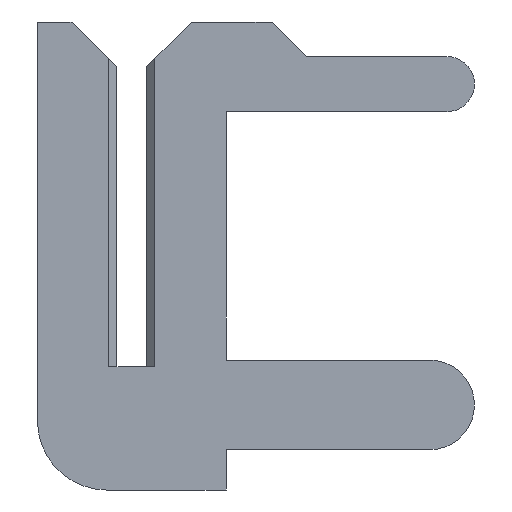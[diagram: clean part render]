
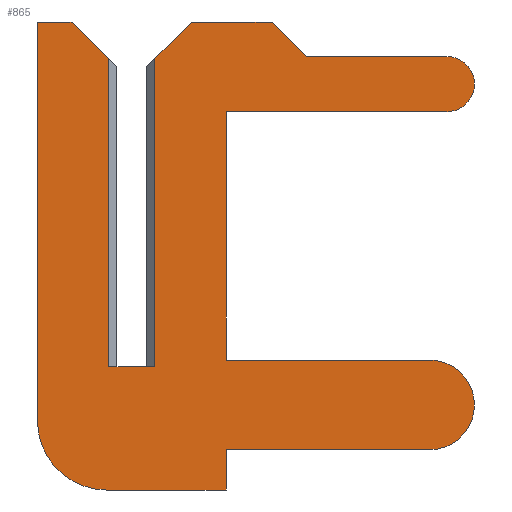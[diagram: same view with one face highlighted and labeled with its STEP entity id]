
A CAD part, left-side view. The second image highlights one B-rep face of the part: STEP entity #865.
In plain terms, the highlighted planar face has unit normal (-1, 0, 0).
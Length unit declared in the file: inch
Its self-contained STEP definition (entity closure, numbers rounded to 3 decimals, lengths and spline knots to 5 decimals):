
#3 = ORIENTED_EDGE ( 'NONE', *, *, #552, .F. ) ;
#22 = ORIENTED_EDGE ( 'NONE', *, *, #1018, .F. ) ;
#51 = CARTESIAN_POINT ( 'NONE',  ( -0.01, 0.041, -0.0235 ) ) ;
#59 = ORIENTED_EDGE ( 'NONE', *, *, #713, .F. ) ;
#64 = CARTESIAN_POINT ( 'NONE',  ( -0.01, -0.041, 0.111 ) ) ;
#77 = VERTEX_POINT ( 'NONE', #686 ) ;
#79 = CARTESIAN_POINT ( 'NONE',  ( -0.01, -0.041, -0.036 ) ) ;
#80 = PLANE ( 'NONE',  #661 ) ;
#81 = EDGE_CURVE ( 'NONE', #622, #889, #862, .T. ) ;
#83 = VERTEX_POINT ( 'NONE', #1175 ) ;
#96 = DIRECTION ( 'NONE',  ( 0., 0., 1. ) ) ;
#115 = EDGE_CURVE ( 'NONE', #1084, #915, #378, .T. ) ;
#129 = VERTEX_POINT ( 'NONE', #79 ) ;
#149 = ORIENTED_EDGE ( 'NONE', *, *, #1207, .F. ) ;
#151 = DIRECTION ( 'NONE',  ( 0., 0., -1. ) ) ;
#165 = EDGE_CURVE ( 'NONE', #1222, #958, #1064, .T. ) ;
#169 = CARTESIAN_POINT ( 'NONE',  ( -0.01, -0.01, 0.15 ) ) ;
#176 = CARTESIAN_POINT ( 'NONE',  ( -0.01, 0.0065, 0.1305 ) ) ;
#181 = VERTEX_POINT ( 'NONE', #1217 ) ;
#201 = LINE ( 'NONE', #324, #1148 ) ;
#204 = EDGE_CURVE ( 'NONE', #77, #219, #339, .T. ) ;
#208 = CARTESIAN_POINT ( 'NONE',  ( -0.01, -0.026, 0.15 ) ) ;
#210 = DIRECTION ( 'NONE',  ( -1., 0., 0. ) ) ;
#214 = LINE ( 'NONE', #169, #937 ) ;
#216 = LINE ( 'NONE', #316, #983 ) ;
#218 = DIRECTION ( 'NONE',  ( 0., 0., -1. ) ) ;
#219 = VERTEX_POINT ( 'NONE', #572 ) ;
#221 = DIRECTION ( 'NONE',  ( 0., 0., 1. ) ) ;
#230 = EDGE_CURVE ( 'NONE', #817, #181, #876, .T. ) ;
#237 = VERTEX_POINT ( 'NONE', #261 ) ;
#246 = LINE ( 'NONE', #1178, #924 ) ;
#247 = DIRECTION ( 'NONE',  ( 0., -1., 0. ) ) ;
#261 = CARTESIAN_POINT ( 'NONE',  ( -0.01, -0.137, 0.135 ) ) ;
#262 = ORIENTED_EDGE ( 'NONE', *, *, #115, .F. ) ;
#266 = ORIENTED_EDGE ( 'NONE', *, *, #579, .F. ) ;
#270 = CARTESIAN_POINT ( 'NONE',  ( -0.01, 0.011, -0.0235 ) ) ;
#272 = DIRECTION ( 'NONE',  ( 0., -0.707, -0.707 ) ) ;
#273 = ORIENTED_EDGE ( 'NONE', *, *, #81, .F. ) ;
#306 = CARTESIAN_POINT ( 'NONE',  ( -0.01, -0.137, 0.123 ) ) ;
#310 = CARTESIAN_POINT ( 'NONE',  ( -0.01, 0.01, 0.134 ) ) ;
#316 = CARTESIAN_POINT ( 'NONE',  ( -0.01, -0.1295, 0.003 ) ) ;
#324 = CARTESIAN_POINT ( 'NONE',  ( -0.01, -0.041, -0.036 ) ) ;
#339 = LINE ( 'NONE', #747, #1012 ) ;
#347 = VECTOR ( 'NONE', #357, 39.37008 ) ;
#356 = CARTESIAN_POINT ( 'NONE',  ( -0.01, -0.1295, 0.003 ) ) ;
#357 = DIRECTION ( 'NONE',  ( 0., -0.707, 0.707 ) ) ;
#358 = DIRECTION ( 'NONE',  ( 0., 0., 1. ) ) ;
#360 = VECTOR ( 'NONE', #965, 39.37008 ) ;
#378 = LINE ( 'NONE', #1127, #594 ) ;
#397 = VERTEX_POINT ( 'NONE', #51 ) ;
#414 = CARTESIAN_POINT ( 'NONE',  ( -0.01, -0.041, 0.003 ) ) ;
#416 = DIRECTION ( 'NONE',  ( 1., 0., 0. ) ) ;
#422 = DIRECTION ( 'NONE',  ( 0., -1., 0. ) ) ;
#426 = EDGE_CURVE ( 'NONE', #889, #714, #216, .T. ) ;
#431 = LINE ( 'NONE', #757, #539 ) ;
#441 = ORIENTED_EDGE ( 'NONE', *, *, #832, .T. ) ;
#452 = VERTEX_POINT ( 'NONE', #514 ) ;
#469 = DIRECTION ( 'NONE',  ( 0., -0.707, -0.707 ) ) ;
#497 = CARTESIAN_POINT ( 'NONE',  ( -0.01, -0.01, 0. ) ) ;
#504 = VECTOR ( 'NONE', #950, 39.37008 ) ;
#514 = CARTESIAN_POINT ( 'NONE',  ( -0.01, 0.011, -0.0535 ) ) ;
#539 = VECTOR ( 'NONE', #1211, 39.37008 ) ;
#544 = DIRECTION ( 'NONE',  ( 1., 0., 0. ) ) ;
#547 = LINE ( 'NONE', #208, #1019 ) ;
#550 = CARTESIAN_POINT ( 'NONE',  ( -0.01, -0.137, 0.111 ) ) ;
#552 = EDGE_CURVE ( 'NONE', #863, #452, #639, .T. ) ;
#555 = CARTESIAN_POINT ( 'NONE',  ( -0.01, -0.041, -0.0535 ) ) ;
#564 = CARTESIAN_POINT ( 'NONE',  ( -0.01, 0.026, 0.15 ) ) ;
#568 = VECTOR ( 'NONE', #358, 39.37008 ) ;
#572 = CARTESIAN_POINT ( 'NONE',  ( -0.01, -0.076, 0.135 ) ) ;
#573 = CARTESIAN_POINT ( 'NONE',  ( -0.01, 0.011, -0.0235 ) ) ;
#578 = CARTESIAN_POINT ( 'NONE',  ( -0.01, 0.011, -0.0535 ) ) ;
#579 = EDGE_CURVE ( 'NONE', #452, #397, #922, .T. ) ;
#580 = FACE_OUTER_BOUND ( 'NONE', #894, .T. ) ;
#594 = VECTOR ( 'NONE', #951, 39.37008 ) ;
#609 = VECTOR ( 'NONE', #918, 39.37008 ) ;
#612 = LINE ( 'NONE', #1122, #504 ) ;
#615 = DIRECTION ( 'NONE',  ( 0., -1., 0. ) ) ;
#622 = VERTEX_POINT ( 'NONE', #64 ) ;
#633 = ORIENTED_EDGE ( 'NONE', *, *, #204, .F. ) ;
#638 = ORIENTED_EDGE ( 'NONE', *, *, #165, .F. ) ;
#639 = LINE ( 'NONE', #578, #360 ) ;
#643 = EDGE_CURVE ( 'NONE', #817, #915, #214, .T. ) ;
#661 = AXIS2_PLACEMENT_3D ( 'NONE', #270, #210, #803 ) ;
#670 = DIRECTION ( 'NONE',  ( 1., 0., 0. ) ) ;
#672 = CIRCLE ( 'NONE', #1039, 0.012 ) ;
#686 = CARTESIAN_POINT ( 'NONE',  ( -0.01, -0.061, 0.15 ) ) ;
#696 = CARTESIAN_POINT ( 'NONE',  ( -0.01, -0.041, 0.003 ) ) ;
#699 = EDGE_CURVE ( 'NONE', #219, #237, #1063, .T. ) ;
#713 = EDGE_CURVE ( 'NONE', #397, #1103, #761, .T. ) ;
#714 = VERTEX_POINT ( 'NONE', #356 ) ;
#735 = ORIENTED_EDGE ( 'NONE', *, *, #975, .F. ) ;
#747 = CARTESIAN_POINT ( 'NONE',  ( -0.01, -0.076, 0.135 ) ) ;
#748 = AXIS2_PLACEMENT_3D ( 'NONE', #1015, #544, #1204 ) ;
#757 = CARTESIAN_POINT ( 'NONE',  ( -0.01, -0.041, 0.111 ) ) ;
#760 = VERTEX_POINT ( 'NONE', #550 ) ;
#761 = LINE ( 'NONE', #1106, #609 ) ;
#780 = ORIENTED_EDGE ( 'NONE', *, *, #699, .F. ) ;
#785 = EDGE_CURVE ( 'NONE', #714, #83, #1010, .T. ) ;
#791 = VECTOR ( 'NONE', #218, 39.37008 ) ;
#803 = DIRECTION ( 'NONE',  ( 0., 0., 1. ) ) ;
#812 = DIRECTION ( 'NONE',  ( 0., -1., 0. ) ) ;
#817 = VERTEX_POINT ( 'NONE', #1030 ) ;
#832 = EDGE_CURVE ( 'NONE', #1084, #958, #1096, .T. ) ;
#837 = CARTESIAN_POINT ( 'NONE',  ( -0.01, -0.137, 0.135 ) ) ;
#860 = VECTOR ( 'NONE', #247, 39.37008 ) ;
#862 = LINE ( 'NONE', #414, #791 ) ;
#863 = VERTEX_POINT ( 'NONE', #555 ) ;
#865 = ADVANCED_FACE ( 'NONE', ( #580 ), #80, .T. ) ;
#870 = ORIENTED_EDGE ( 'NONE', *, *, #898, .F. ) ;
#876 = LINE ( 'NONE', #940, #347 ) ;
#889 = VERTEX_POINT ( 'NONE', #696 ) ;
#894 = EDGE_LOOP ( 'NONE', ( #1095, #962, #262, #441, #638, #22, #59, #266, #3, #149, #735, #1119, #921, #273, #1141, #870, #780, #633, #1091 ) ) ;
#898 = EDGE_CURVE ( 'NONE', #237, #760, #672, .T. ) ;
#907 = CARTESIAN_POINT ( 'NONE',  ( -0.01, 0.01, 0. ) ) ;
#915 = VERTEX_POINT ( 'NONE', #497 ) ;
#918 = DIRECTION ( 'NONE',  ( 0., 0., 1. ) ) ;
#921 = ORIENTED_EDGE ( 'NONE', *, *, #426, .F. ) ;
#922 = CIRCLE ( 'NONE', #1192, 0.03 ) ;
#924 = VECTOR ( 'NONE', #615, 39.37008 ) ;
#936 = EDGE_CURVE ( 'NONE', #181, #77, #547, .T. ) ;
#937 = VECTOR ( 'NONE', #151, 39.37008 ) ;
#940 = CARTESIAN_POINT ( 'NONE',  ( -0.01, -0.0065, 0.1305 ) ) ;
#950 = DIRECTION ( 'NONE',  ( 0., 0., -1. ) ) ;
#951 = DIRECTION ( 'NONE',  ( 0., -1., 0. ) ) ;
#958 = VERTEX_POINT ( 'NONE', #310 ) ;
#962 = ORIENTED_EDGE ( 'NONE', *, *, #643, .T. ) ;
#965 = DIRECTION ( 'NONE',  ( 0., 1., 0. ) ) ;
#975 = EDGE_CURVE ( 'NONE', #83, #129, #201, .T. ) ;
#983 = VECTOR ( 'NONE', #812, 39.37008 ) ;
#996 = VECTOR ( 'NONE', #469, 39.37008 ) ;
#1010 = CIRCLE ( 'NONE', #748, 0.0195 ) ;
#1012 = VECTOR ( 'NONE', #272, 39.37008 ) ;
#1015 = CARTESIAN_POINT ( 'NONE',  ( -0.01, -0.1295, -0.0165 ) ) ;
#1018 = EDGE_CURVE ( 'NONE', #1103, #1222, #246, .T. ) ;
#1019 = VECTOR ( 'NONE', #422, 39.37008 ) ;
#1030 = CARTESIAN_POINT ( 'NONE',  ( -0.01, -0.01, 0.134 ) ) ;
#1039 = AXIS2_PLACEMENT_3D ( 'NONE', #306, #416, #221 ) ;
#1063 = LINE ( 'NONE', #837, #860 ) ;
#1064 = LINE ( 'NONE', #176, #996 ) ;
#1073 = DIRECTION ( 'NONE',  ( 0., 1., 0. ) ) ;
#1084 = VERTEX_POINT ( 'NONE', #907 ) ;
#1091 = ORIENTED_EDGE ( 'NONE', *, *, #936, .F. ) ;
#1095 = ORIENTED_EDGE ( 'NONE', *, *, #230, .F. ) ;
#1096 = LINE ( 'NONE', #1213, #568 ) ;
#1103 = VERTEX_POINT ( 'NONE', #1186 ) ;
#1106 = CARTESIAN_POINT ( 'NONE',  ( -0.01, 0.041, 0.15 ) ) ;
#1119 = ORIENTED_EDGE ( 'NONE', *, *, #785, .F. ) ;
#1122 = CARTESIAN_POINT ( 'NONE',  ( -0.01, -0.041, -0.0535 ) ) ;
#1127 = CARTESIAN_POINT ( 'NONE',  ( -0.01, 0.0065, 0. ) ) ;
#1141 = ORIENTED_EDGE ( 'NONE', *, *, #1156, .F. ) ;
#1148 = VECTOR ( 'NONE', #1073, 39.37008 ) ;
#1156 = EDGE_CURVE ( 'NONE', #760, #622, #431, .T. ) ;
#1175 = CARTESIAN_POINT ( 'NONE',  ( -0.01, -0.1295, -0.036 ) ) ;
#1178 = CARTESIAN_POINT ( 'NONE',  ( -0.01, 0.026, 0.15 ) ) ;
#1186 = CARTESIAN_POINT ( 'NONE',  ( -0.01, 0.041, 0.15 ) ) ;
#1192 = AXIS2_PLACEMENT_3D ( 'NONE', #573, #670, #96 ) ;
#1204 = DIRECTION ( 'NONE',  ( 0., 0., 1. ) ) ;
#1207 = EDGE_CURVE ( 'NONE', #129, #863, #612, .T. ) ;
#1211 = DIRECTION ( 'NONE',  ( 0., 1., 0. ) ) ;
#1213 = CARTESIAN_POINT ( 'NONE',  ( -0.01, 0.01, -0.0235 ) ) ;
#1217 = CARTESIAN_POINT ( 'NONE',  ( -0.01, -0.026, 0.15 ) ) ;
#1222 = VERTEX_POINT ( 'NONE', #564 ) ;
